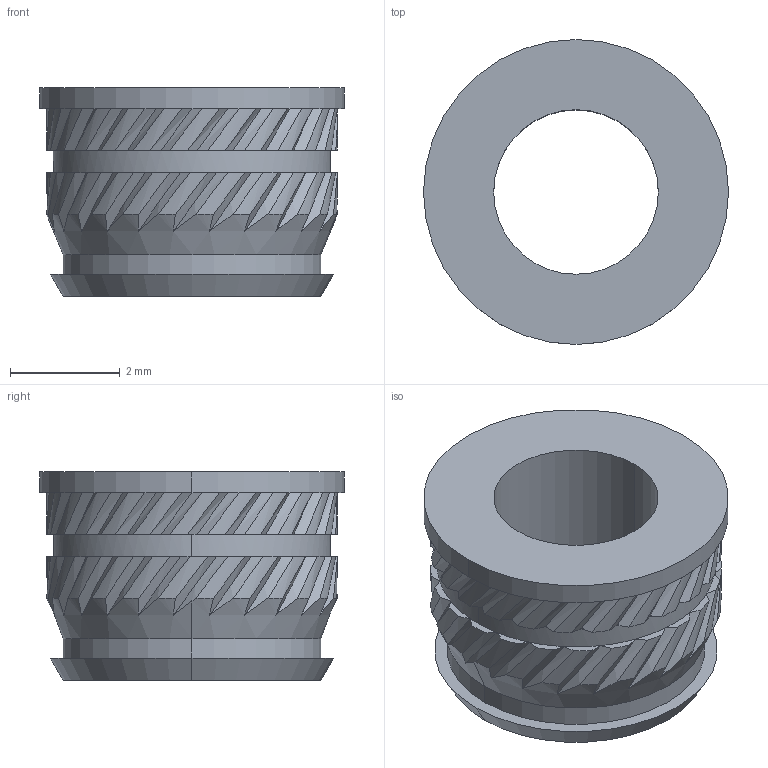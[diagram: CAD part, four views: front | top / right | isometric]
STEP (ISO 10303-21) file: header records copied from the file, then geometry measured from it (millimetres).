
FILE_DESCRIPTION (( 'STEP AP203' ), '1' );
FILE_NAME ('94180A331_NO THREADS_Tapered Heat-Set Inserts for Plastic.STEP', '2022-09-23T19:06:49', ( 'Administrator' ), ( 'Managed by Terraform' ), 'SwSTEP 2.0', 'SolidWorks 2017', '' );
FILE_SCHEMA (( 'CONFIG_CONTROL_DESIGN' ));
Length unit declared in the file: millimetre
Products named in the file (1): 94180A331_NO THREADS_Tapered Heat-Set Inserts for Plastic
Bounding box: 5.56 x 5.56 x 3.8 mm (x, y, z)
Volume: 51.5 mm3; surface area: 140.4 mm2
Topology: 1 solids, 1 shells, 210 faces, 520 edges, 314 vertices
Faces by surface type: bspline 96, cylinder 58, plane 52, cone 4
Entity records: 14677 total; most frequent: CARTESIAN_POINT 10825, ORIENTED_EDGE 1040, DIRECTION 574, EDGE_CURVE 520, VERTEX_POINT 314, AXIS2_PLACEMENT_3D 280, EDGE_LOOP 214, ADVANCED_FACE 210
